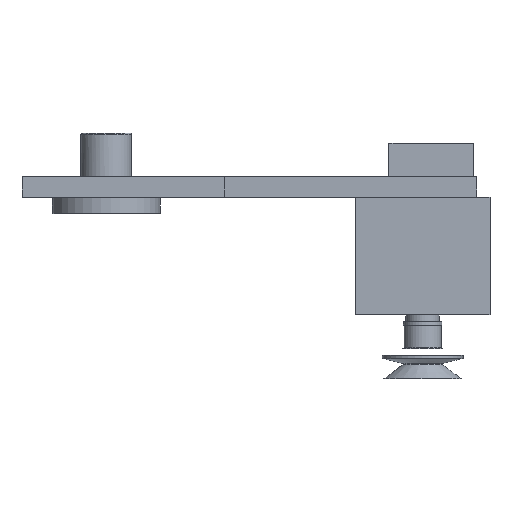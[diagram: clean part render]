
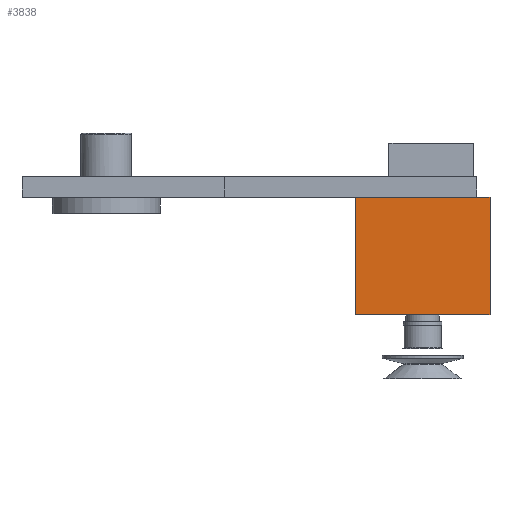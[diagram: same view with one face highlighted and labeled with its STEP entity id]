
A CAD part, left-side view. The second image highlights one B-rep face of the part: STEP entity #3838.
In plain terms, the highlighted planar face has unit normal (-1, 0, 0).
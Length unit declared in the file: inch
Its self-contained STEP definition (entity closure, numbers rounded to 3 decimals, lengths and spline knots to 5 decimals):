
#157=PLANE('',#4107);
#281=FACE_OUTER_BOUND('',#492,.T.);
#492=EDGE_LOOP('',(#2717,#2718,#2719,#2720,#2721,#2722));
#1111=LINE('',#6607,#1318);
#1116=LINE('',#6616,#1323);
#1119=LINE('',#6621,#1326);
#1141=LINE('',#6664,#1348);
#1143=LINE('',#6668,#1350);
#1149=LINE('',#6678,#1356);
#1318=VECTOR('',#4774,0.3937);
#1323=VECTOR('',#4783,0.3937);
#1326=VECTOR('',#4788,0.3937);
#1348=VECTOR('',#4826,0.3937);
#1350=VECTOR('',#4830,0.3937);
#1356=VECTOR('',#4844,0.3937);
#1566=VERTEX_POINT('',#6604);
#1567=VERTEX_POINT('',#6606);
#1568=VERTEX_POINT('',#6613);
#1569=VERTEX_POINT('',#6615);
#1583=VERTEX_POINT('',#6662);
#1584=VERTEX_POINT('',#6666);
#1991=EDGE_CURVE('',#1566,#1567,#1111,.T.);
#1996=EDGE_CURVE('',#1568,#1569,#1116,.T.);
#1999=EDGE_CURVE('',#1567,#1568,#1119,.T.);
#2021=EDGE_CURVE('',#1569,#1583,#1141,.T.);
#2023=EDGE_CURVE('',#1584,#1566,#1143,.T.);
#2029=EDGE_CURVE('',#1583,#1584,#1149,.T.);
#2717=ORIENTED_EDGE('',*,*,#2029,.F.);
#2718=ORIENTED_EDGE('',*,*,#2021,.F.);
#2719=ORIENTED_EDGE('',*,*,#1996,.F.);
#2720=ORIENTED_EDGE('',*,*,#1999,.F.);
#2721=ORIENTED_EDGE('',*,*,#1991,.F.);
#2722=ORIENTED_EDGE('',*,*,#2023,.F.);
#3838=ADVANCED_FACE('',(#281),#157,.F.);
#4107=AXIS2_PLACEMENT_3D('',#6677,#4842,#4843);
#4774=DIRECTION('',(0.,0.,-1.));
#4783=DIRECTION('',(0.,0.,1.));
#4788=DIRECTION('',(0.,1.,0.));
#4826=DIRECTION('',(0.,-1.,0.));
#4830=DIRECTION('',(0.,-1.,0.));
#4842=DIRECTION('center_axis',(1.,0.,0.));
#4843=DIRECTION('ref_axis',(0.,1.,0.));
#4844=DIRECTION('',(0.,-1.,0.));
#6604=CARTESIAN_POINT('',(0.28766,-4.35935,5.24237));
#6606=CARTESIAN_POINT('',(0.28766,-4.35935,3.86442));
#6607=CARTESIAN_POINT('',(0.28766,-4.35935,5.24237));
#6613=CARTESIAN_POINT('',(0.28766,-2.78454,3.86442));
#6615=CARTESIAN_POINT('',(0.28766,-2.78454,5.24237));
#6616=CARTESIAN_POINT('',(0.28766,-2.78454,3.86442));
#6621=CARTESIAN_POINT('',(0.28766,-4.35935,3.86442));
#6662=CARTESIAN_POINT('',(0.28766,-3.17824,5.24237));
#6664=CARTESIAN_POINT('',(0.28766,-2.32658,5.24237));
#6666=CARTESIAN_POINT('',(0.28766,-4.20187,5.24237));
#6668=CARTESIAN_POINT('',(0.28766,-2.78454,5.24237));
#6677=CARTESIAN_POINT('Origin',(0.28766,-3.62716,5.60055));
#6678=CARTESIAN_POINT('',(0.28766,-2.32658,5.24237));
